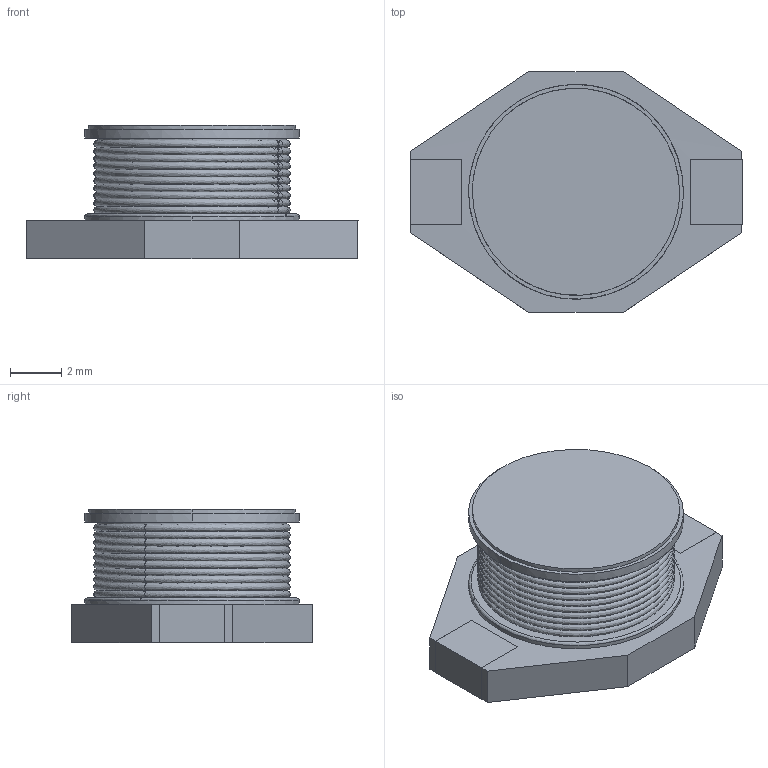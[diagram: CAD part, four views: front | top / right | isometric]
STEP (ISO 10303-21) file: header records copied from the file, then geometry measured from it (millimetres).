
FILE_DESCRIPTION (( 'STEP AP214' ), '1' );
FILE_NAME ('EF459BDB-6BC1-4D1A-8582-FFA760D493DE.STEP', '2008-02-04T07:11:47', ( 'SysAdmin' ), ( 'SolidWorks' ), 'SwSTEP 2.0', 'SolidWorks 2008', '' );
FILE_SCHEMA (( 'AUTOMOTIVE_DESIGN' ));
Length unit declared in the file: millimetre
Products named in the file (1): EF459BDB-6BC1-4D1A-8582-FFA760D493DE
Bounding box: 12.96 x 9.4 x 5.21 mm (x, y, z)
Volume: 314.4 mm3; surface area: 392.2 mm2
Topology: 1 solids, 1 shells, 56 faces, 138 edges, 88 vertices
Faces by surface type: plane 26, bspline 22, cylinder 8
Entity records: 3094 total; most frequent: CARTESIAN_POINT 1378, ORIENTED_EDGE 276, DIRECTION 188, EDGE_CURVE 138, VERTEX_POINT 88, AXIS2_PLACEMENT_3D 67, EDGE_LOOP 60, ADVANCED_FACE 56
